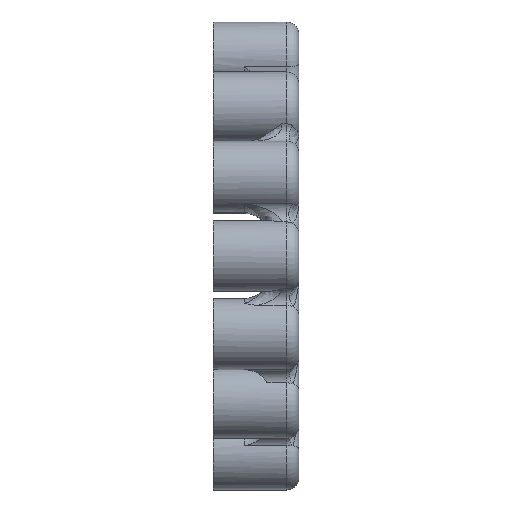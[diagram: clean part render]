
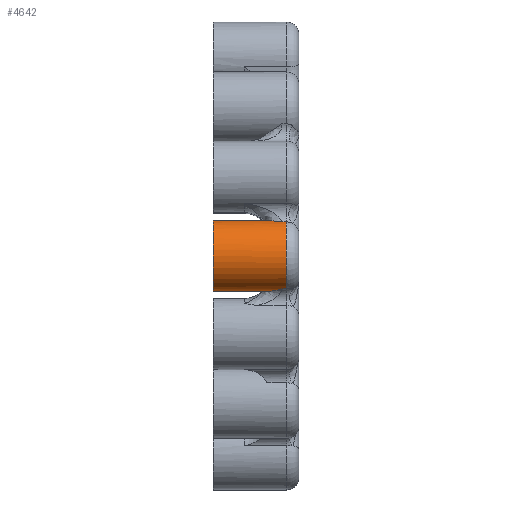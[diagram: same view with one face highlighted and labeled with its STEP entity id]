
A CAD part, left-side view. The second image highlights one B-rep face of the part: STEP entity #4642.
In plain terms, the highlighted cylindrical face has radius 3.6 mm (diameter 7.2 mm), a partial arc.
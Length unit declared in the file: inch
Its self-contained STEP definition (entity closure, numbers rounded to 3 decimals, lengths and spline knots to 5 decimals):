
#7 = ORIENTED_EDGE ( 'NONE', *, *, #4197, .T. ) ;
#33 = DIRECTION ( 'NONE',  ( 0., 1., 0. ) ) ;
#211 = CARTESIAN_POINT ( 'NONE',  ( -0.92573, 0.12323, -0.14113 ) ) ;
#342 = VERTEX_POINT ( 'NONE', #9120 ) ;
#582 = CIRCLE ( 'NONE', #2064, 0.14173 ) ;
#757 = VECTOR ( 'NONE', #3787, 39.37008 ) ;
#807 = CARTESIAN_POINT ( 'NONE',  ( -0.92177, 0.12259, 0.14148 ) ) ;
#863 = CARTESIAN_POINT ( 'NONE',  ( -0.96692, 0.06813, -0.13087 ) ) ;
#893 = CARTESIAN_POINT ( 'NONE',  ( -0.94022, 0.09741, 0.13904 ) ) ;
#1305 = VERTEX_POINT ( 'NONE', #3900 ) ;
#1468 = B_SPLINE_CURVE_WITH_KNOTS ( 'NONE', 3,
 ( #7877, #2217, #5061, #2267, #211, #5154, #7919, #1519, #7268, #5894, #4357, #863 ),
 .UNSPECIFIED., .F., .F.,
 ( 4, 2, 2, 2, 2, 4 ),
 ( 0.00054, 0.00082, 0.00111, 0.00167, 0.00223, 0.0028 ),
 .UNSPECIFIED. ) ;
#1519 = CARTESIAN_POINT ( 'NONE',  ( -0.94534, 0.09693, -0.13794 ) ) ;
#1575 = EDGE_CURVE ( 'NONE', #8858, #342, #582, .T. ) ;
#1590 = CARTESIAN_POINT ( 'NONE',  ( -0.95199, 0.07202, 0.13612 ) ) ;
#1681 = CARTESIAN_POINT ( 'NONE',  ( -0.9492, 0.08103, 0.1369 ) ) ;
#1690 = CARTESIAN_POINT ( 'NONE',  ( -0.95199, 0.06882, 0.13612 ) ) ;
#1985 = AXIS2_PLACEMENT_3D ( 'NONE', #5017, #33, #7917 ) ;
#2062 = CARTESIAN_POINT ( 'NONE',  ( -0.9125, 0.13604, -0.14173 ) ) ;
#2064 = AXIS2_PLACEMENT_3D ( 'NONE', #5018, #7876, #5107 ) ;
#2128 = VECTOR ( 'NONE', #9076, 39.37008 ) ;
#2217 = CARTESIAN_POINT ( 'NONE',  ( -0.91547, 0.13381, -0.14173 ) ) ;
#2267 = CARTESIAN_POINT ( 'NONE',  ( -0.92334, 0.126, -0.14134 ) ) ;
#2429 = CARTESIAN_POINT ( 'NONE',  ( -0.92967, 0.11294, 0.14074 ) ) ;
#2576 = DIRECTION ( 'NONE',  ( 0., -1., 0. ) ) ;
#2732 = VECTOR ( 'NONE', #2576, 39.37008 ) ;
#2761 = ORIENTED_EDGE ( 'NONE', *, *, #6006, .T. ) ;
#3414 = VERTEX_POINT ( 'NONE', #2062 ) ;
#3420 = LINE ( 'NONE', #8958, #2732 ) ;
#3776 = CARTESIAN_POINT ( 'NONE',  ( -0.91752, 0.12717, 0.14173 ) ) ;
#3787 = DIRECTION ( 'NONE',  ( 0., -1., 0. ) ) ;
#3830 = CARTESIAN_POINT ( 'NONE',  ( -0.9125, 0.11811, 0.14173 ) ) ;
#3900 = CARTESIAN_POINT ( 'NONE',  ( -0.95199, 0.05, 0.13612 ) ) ;
#3940 = CARTESIAN_POINT ( 'NONE',  ( -0.9125, 0.34252, -0.14173 ) ) ;
#4178 = VERTEX_POINT ( 'NONE', #1690 ) ;
#4197 = EDGE_CURVE ( 'NONE', #4759, #4334, #5842, .T. ) ;
#4198 = EDGE_CURVE ( 'NONE', #342, #7828, #5237, .T. ) ;
#4283 = CARTESIAN_POINT ( 'NONE',  ( -0.95199, 0.11811, 0.13612 ) ) ;
#4334 = VERTEX_POINT ( 'NONE', #6078 ) ;
#4341 = CYLINDRICAL_SURFACE ( 'NONE', #7327, 0.14173 ) ;
#4351 = DIRECTION ( 'NONE',  ( 0., -1., 0. ) ) ;
#4357 = CARTESIAN_POINT ( 'NONE',  ( -0.96242, 0.0737, -0.13274 ) ) ;
#4387 = DIRECTION ( 'NONE',  ( 0., -1., 0. ) ) ;
#4429 = CARTESIAN_POINT ( 'NONE',  ( -0.94785, 0.08386, 0.13726 ) ) ;
#4435 = ORIENTED_EDGE ( 'NONE', *, *, #4198, .F. ) ;
#4618 = VECTOR ( 'NONE', #4351, 39.37008 ) ;
#4642 = ADVANCED_FACE ( 'NONE', ( #8594 ), #4341, .T. ) ;
#4759 = VERTEX_POINT ( 'NONE', #8122 ) ;
#4768 = ORIENTED_EDGE ( 'NONE', *, *, #1575, .F. ) ;
#5017 = CARTESIAN_POINT ( 'NONE',  ( -0.9125, 0.05, 0. ) ) ;
#5018 = CARTESIAN_POINT ( 'NONE',  ( -0.9125, 0.34252, 0. ) ) ;
#5061 = CARTESIAN_POINT ( 'NONE',  ( -0.91822, 0.13128, -0.14164 ) ) ;
#5077 = ORIENTED_EDGE ( 'NONE', *, *, #5611, .T. ) ;
#5107 = DIRECTION ( 'NONE',  ( 0., 0., 1. ) ) ;
#5154 = CARTESIAN_POINT ( 'NONE',  ( -0.93263, 0.11473, -0.14037 ) ) ;
#5181 = CARTESIAN_POINT ( 'NONE',  ( -0.93331, 0.10783, 0.14024 ) ) ;
#5188 = ORIENTED_EDGE ( 'NONE', *, *, #6613, .T. ) ;
#5237 = LINE ( 'NONE', #3830, #757 ) ;
#5611 = EDGE_CURVE ( 'NONE', #4178, #7828, #6019, .T. ) ;
#5629 = LINE ( 'NONE', #4283, #2128 ) ;
#5790 = CARTESIAN_POINT ( 'NONE',  ( -0.9125, 0.11811, 0. ) ) ;
#5836 = CARTESIAN_POINT ( 'NONE',  ( -0.95199, 0.06882, 0.13612 ) ) ;
#5842 = LINE ( 'NONE', #7957, #4618 ) ;
#5894 = CARTESIAN_POINT ( 'NONE',  ( -0.9581, 0.07936, -0.13427 ) ) ;
#6006 = EDGE_CURVE ( 'NONE', #1305, #4178, #5629, .T. ) ;
#6019 = B_SPLINE_CURVE_WITH_KNOTS ( 'NONE', 3,
 ( #5836, #1590, #7947, #1681, #4429, #8812, #893, #5181, #2429, #807, #3776, #6510 ),
 .UNSPECIFIED., .F., .F.,
 ( 4, 2, 2, 2, 2, 4 ),
 ( 0., 0.00024, 0.00048, 0.00096, 0.00143, 0.00191 ),
 .UNSPECIFIED. ) ;
#6078 = CARTESIAN_POINT ( 'NONE',  ( -0.96692, 0.05, -0.13087 ) ) ;
#6156 = ORIENTED_EDGE ( 'NONE', *, *, #7781, .T. ) ;
#6510 = CARTESIAN_POINT ( 'NONE',  ( -0.9125, 0.13106, 0.14173 ) ) ;
#6613 = EDGE_CURVE ( 'NONE', #4334, #1305, #7949, .T. ) ;
#6955 = EDGE_CURVE ( 'NONE', #8858, #3414, #3420, .T. ) ;
#7113 = ORIENTED_EDGE ( 'NONE', *, *, #6955, .T. ) ;
#7252 = DIRECTION ( 'NONE',  ( 0., 0., -1. ) ) ;
#7268 = CARTESIAN_POINT ( 'NONE',  ( -0.94954, 0.09099, -0.13688 ) ) ;
#7327 = AXIS2_PLACEMENT_3D ( 'NONE', #5790, #4387, #7252 ) ;
#7547 = CARTESIAN_POINT ( 'NONE',  ( -0.9125, 0.13106, 0.14173 ) ) ;
#7662 = EDGE_LOOP ( 'NONE', ( #4435, #4768, #7113, #6156, #7, #5188, #2761, #5077 ) ) ;
#7781 = EDGE_CURVE ( 'NONE', #3414, #4759, #1468, .T. ) ;
#7828 = VERTEX_POINT ( 'NONE', #7547 ) ;
#7876 = DIRECTION ( 'NONE',  ( 0., 1., 0. ) ) ;
#7877 = CARTESIAN_POINT ( 'NONE',  ( -0.9125, 0.13604, -0.14173 ) ) ;
#7917 = DIRECTION ( 'NONE',  ( 0., 0., 1. ) ) ;
#7919 = CARTESIAN_POINT ( 'NONE',  ( -0.93688, 0.10879, -0.13969 ) ) ;
#7947 = CARTESIAN_POINT ( 'NONE',  ( -0.95129, 0.07507, 0.13633 ) ) ;
#7949 = CIRCLE ( 'NONE', #1985, 0.14173 ) ;
#7957 = CARTESIAN_POINT ( 'NONE',  ( -0.96692, 0.11811, -0.13087 ) ) ;
#8122 = CARTESIAN_POINT ( 'NONE',  ( -0.96692, 0.06813, -0.13087 ) ) ;
#8594 = FACE_OUTER_BOUND ( 'NONE', #7662, .T. ) ;
#8812 = CARTESIAN_POINT ( 'NONE',  ( -0.94351, 0.09213, 0.13833 ) ) ;
#8858 = VERTEX_POINT ( 'NONE', #3940 ) ;
#8958 = CARTESIAN_POINT ( 'NONE',  ( -0.9125, 0.11811, -0.14173 ) ) ;
#9076 = DIRECTION ( 'NONE',  ( 0., 1., 0. ) ) ;
#9120 = CARTESIAN_POINT ( 'NONE',  ( -0.9125, 0.34252, 0.14173 ) ) ;
